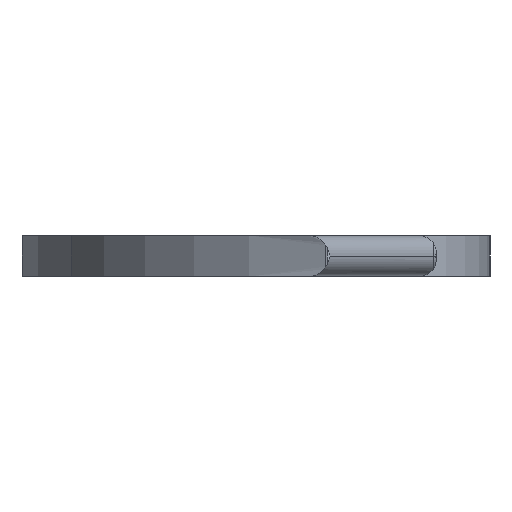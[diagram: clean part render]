
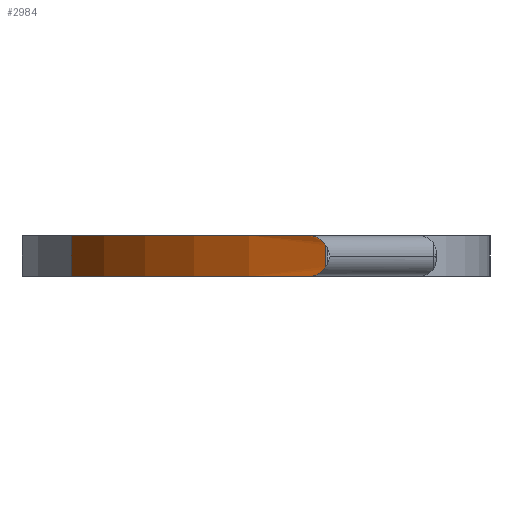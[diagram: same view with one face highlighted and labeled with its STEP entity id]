
A CAD part, left-side view. The second image highlights one B-rep face of the part: STEP entity #2984.
In plain terms, the highlighted cylindrical face has radius 45.079 mm (diameter 90.158 mm), a partial arc.
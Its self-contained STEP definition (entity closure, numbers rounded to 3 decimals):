
#39 = CARTESIAN_POINT ( 'NONE',  ( 23.244, 25.36, 0. ) ) ;
#68 = VERTEX_POINT ( 'NONE', #13756 ) ;
#281 = CARTESIAN_POINT ( 'NONE',  ( -0.152, 0.427, 0.956 ) ) ;
#906 = DIRECTION ( 'NONE',  ( 0., 0., -1. ) ) ;
#1037 = CARTESIAN_POINT ( 'NONE',  ( 0.493, 2.025, 4. ) ) ;
#1077 = VERTEX_POINT ( 'NONE', #39 ) ;
#1387 = AXIS2_PLACEMENT_3D ( 'NONE', #12021, #8556, #14624 ) ;
#1824 = VERTEX_POINT ( 'NONE', #13403 ) ;
#2369 = EDGE_CURVE ( 'NONE', #13976, #8108, #10601, .T. ) ;
#2676 = VECTOR ( 'NONE', #906, 1000. ) ;
#2808 = DIRECTION ( 'NONE',  ( 0., 0., -1. ) ) ;
#2942 = CARTESIAN_POINT ( 'NONE',  ( 0.36, 1.709, 0.022 ) ) ;
#2984 = ADVANCED_FACE ( 'NONE', ( #6616 ), #14834, .T. ) ;
#3336 = CARTESIAN_POINT ( 'NONE',  ( -0.119, 0.512, 3.191 ) ) ;
#3518 = ORIENTED_EDGE ( 'NONE', *, *, #12820, .T. ) ;
#3709 = DIRECTION ( 'NONE',  ( 0., 0., 1. ) ) ;
#3800 = DIRECTION ( 'NONE',  ( 1., 0., 0. ) ) ;
#3843 = CIRCLE ( 'NONE', #11536, 45.079 ) ;
#4094 = CARTESIAN_POINT ( 'NONE',  ( 0.172, 1.252, 0.172 ) ) ;
#4230 = AXIS2_PLACEMENT_3D ( 'NONE', #8549, #10992, #3800 ) ;
#4487 = CARTESIAN_POINT ( 'NONE',  ( 0.173, 1.252, 3.828 ) ) ;
#4788 = ORIENTED_EDGE ( 'NONE', *, *, #7546, .F. ) ;
#4831 = DIRECTION ( 'NONE',  ( 1., 0., 0. ) ) ;
#5182 = VECTOR ( 'NONE', #2808, 1000. ) ;
#5382 = CARTESIAN_POINT ( 'NONE',  ( -0.152, 0.427, 0.956 ) ) ;
#5723 = CARTESIAN_POINT ( 'NONE',  ( 0.234, 1.403, 3.893 ) ) ;
#6250 = ORIENTED_EDGE ( 'NONE', *, *, #10561, .T. ) ;
#6393 = CARTESIAN_POINT ( 'NONE',  ( 0.493, 2.025, 0. ) ) ;
#6454 = CARTESIAN_POINT ( 'NONE',  ( 0.061, 0.975, 0.338 ) ) ;
#6616 = FACE_OUTER_BOUND ( 'NONE', #7409, .T. ) ;
#7197 = CIRCLE ( 'NONE', #4230, 45.079 ) ;
#7234 = EDGE_CURVE ( 'NONE', #68, #1077, #9019, .T. ) ;
#7409 = EDGE_LOOP ( 'NONE', ( #3518, #7587, #8021, #6250, #4788, #8662 ) ) ;
#7546 = EDGE_CURVE ( 'NONE', #68, #1824, #7197, .T. ) ;
#7587 = ORIENTED_EDGE ( 'NONE', *, *, #2369, .T. ) ;
#7633 = CARTESIAN_POINT ( 'NONE',  ( -0.08, 0.613, 0.677 ) ) ;
#7984 = CARTESIAN_POINT ( 'NONE',  ( -0.08, 0.613, 3.323 ) ) ;
#8021 = ORIENTED_EDGE ( 'NONE', *, *, #14567, .F. ) ;
#8108 = VERTEX_POINT ( 'NONE', #281 ) ;
#8549 = CARTESIAN_POINT ( 'NONE',  ( 41.963, -15.649, 4. ) ) ;
#8556 = DIRECTION ( 'NONE',  ( 0., 0., -1. ) ) ;
#8662 = ORIENTED_EDGE ( 'NONE', *, *, #7234, .T. ) ;
#9019 = LINE ( 'NONE', #13596, #2676 ) ;
#9229 = CARTESIAN_POINT ( 'NONE',  ( 0.01, 0.844, 3.559 ) ) ;
#9447 = CARTESIAN_POINT ( 'NONE',  ( -0.152, 0.427, 3.044 ) ) ;
#9457 = CARTESIAN_POINT ( 'NONE',  ( 41.963, -15.649, 0. ) ) ;
#9838 = VERTEX_POINT ( 'NONE', #9447 ) ;
#10012 = CARTESIAN_POINT ( 'NONE',  ( -0.119, 0.512, 0.809 ) ) ;
#10561 = EDGE_CURVE ( 'NONE', #9838, #1824, #11464, .T. ) ;
#10601 = B_SPLINE_CURVE_WITH_KNOTS ( 'NONE', 3,
 ( #6393, #13436, #2942, #11147, #4094, #6454, #14607, #7633, #10012, #5382 ),
 .UNSPECIFIED., .F., .F.,
 ( 4, 2, 2, 2, 4 ),
 ( 0., 0.001, 0.001, 0.002, 0.002 ),
 .UNSPECIFIED. ) ;
#10992 = DIRECTION ( 'NONE',  ( 0., 0., 1. ) ) ;
#11147 = CARTESIAN_POINT ( 'NONE',  ( 0.233, 1.402, 0.107 ) ) ;
#11464 = B_SPLINE_CURVE_WITH_KNOTS ( 'NONE', 3,
 ( #15022, #3336, #7984, #9229, #12663, #4487, #5723, #11540, #11490, #1037 ),
 .UNSPECIFIED., .F., .F.,
 ( 4, 2, 2, 2, 4 ),
 ( 0., 0.001, 0.001, 0.002, 0.002 ),
 .UNSPECIFIED. ) ;
#11490 = CARTESIAN_POINT ( 'NONE',  ( 0.426, 1.865, 4. ) ) ;
#11536 = AXIS2_PLACEMENT_3D ( 'NONE', #9457, #3709, #4831 ) ;
#11540 = CARTESIAN_POINT ( 'NONE',  ( 0.36, 1.709, 3.978 ) ) ;
#11889 = CARTESIAN_POINT ( 'NONE',  ( 0.493, 2.025, 0. ) ) ;
#12021 = CARTESIAN_POINT ( 'NONE',  ( 41.963, -15.649, 4. ) ) ;
#12663 = CARTESIAN_POINT ( 'NONE',  ( 0.061, 0.975, 3.662 ) ) ;
#12820 = EDGE_CURVE ( 'NONE', #1077, #13976, #3843, .T. ) ;
#13403 = CARTESIAN_POINT ( 'NONE',  ( 0.493, 2.025, 4. ) ) ;
#13436 = CARTESIAN_POINT ( 'NONE',  ( 0.426, 1.865, 0. ) ) ;
#13596 = CARTESIAN_POINT ( 'NONE',  ( 23.244, 25.36, 4. ) ) ;
#13756 = CARTESIAN_POINT ( 'NONE',  ( 23.244, 25.36, 4. ) ) ;
#13976 = VERTEX_POINT ( 'NONE', #11889 ) ;
#14493 = LINE ( 'NONE', #14514, #5182 ) ;
#14514 = CARTESIAN_POINT ( 'NONE',  ( -0.152, 0.427, 4. ) ) ;
#14567 = EDGE_CURVE ( 'NONE', #9838, #8108, #14493, .T. ) ;
#14607 = CARTESIAN_POINT ( 'NONE',  ( 0.01, 0.844, 0.441 ) ) ;
#14624 = DIRECTION ( 'NONE',  ( -1., 0., 0. ) ) ;
#14834 = CYLINDRICAL_SURFACE ( 'NONE', #1387, 45.079 ) ;
#15022 = CARTESIAN_POINT ( 'NONE',  ( -0.152, 0.427, 3.044 ) ) ;
